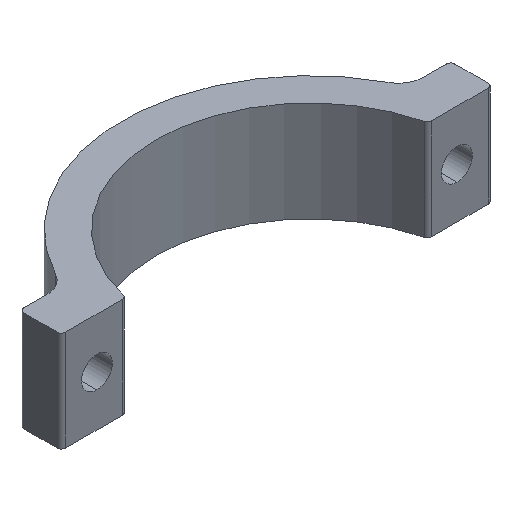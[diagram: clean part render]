
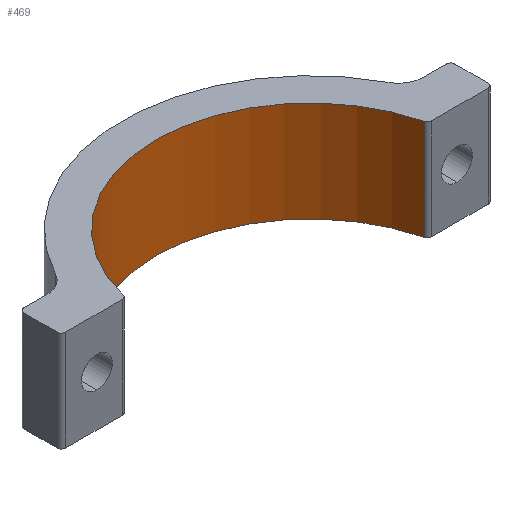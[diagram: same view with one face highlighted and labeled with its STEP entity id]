
A CAD part, isometric view. The second image highlights one B-rep face of the part: STEP entity #469.
In plain terms, the highlighted cylindrical face has radius 18.5 mm (diameter 37 mm), a partial arc.
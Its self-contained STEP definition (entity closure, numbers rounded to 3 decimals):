
#2 = LINE ( 'NONE', #939, #253 ) ;
#61 = DIRECTION ( 'NONE',  ( 0., 0., 1. ) ) ;
#160 = VECTOR ( 'NONE', #61, 1000. ) ;
#184 = DIRECTION ( 'NONE',  ( 1., 0., 0. ) ) ;
#208 = EDGE_CURVE ( 'NONE', #406, #241, #682, .T. ) ;
#235 = CARTESIAN_POINT ( 'NONE',  ( 17.974, 0.382, 6. ) ) ;
#241 = VERTEX_POINT ( 'NONE', #1123 ) ;
#253 = VECTOR ( 'NONE', #327, 1000. ) ;
#273 = CARTESIAN_POINT ( 'NONE',  ( 0., -4., 6. ) ) ;
#301 = AXIS2_PLACEMENT_3D ( 'NONE', #273, #712, #184 ) ;
#327 = DIRECTION ( 'NONE',  ( 0., 0., -1. ) ) ;
#394 = CIRCLE ( 'NONE', #1036, 18.5 ) ;
#406 = VERTEX_POINT ( 'NONE', #235 ) ;
#407 = CYLINDRICAL_SURFACE ( 'NONE', #1051, 18.5 ) ;
#411 = EDGE_CURVE ( 'NONE', #534, #406, #889, .T. ) ;
#444 = ORIENTED_EDGE ( 'NONE', *, *, #411, .T. ) ;
#469 = ADVANCED_FACE ( 'NONE', ( #1114 ), #407, .F. ) ;
#472 = EDGE_CURVE ( 'NONE', #241, #839, #2, .T. ) ;
#484 = ORIENTED_EDGE ( 'NONE', *, *, #970, .F. ) ;
#534 = VERTEX_POINT ( 'NONE', #1028 ) ;
#563 = DIRECTION ( 'NONE',  ( 1., 0., 0. ) ) ;
#572 = DIRECTION ( 'NONE',  ( 0., 0., 1. ) ) ;
#669 = ORIENTED_EDGE ( 'NONE', *, *, #472, .T. ) ;
#682 = CIRCLE ( 'NONE', #301, 18.5 ) ;
#712 = DIRECTION ( 'NONE',  ( 0., 0., 1. ) ) ;
#716 = DIRECTION ( 'NONE',  ( 1., 0., 0. ) ) ;
#742 = CARTESIAN_POINT ( 'NONE',  ( 0., -4., -6. ) ) ;
#753 = CARTESIAN_POINT ( 'NONE',  ( 0., -4., -6. ) ) ;
#801 = EDGE_LOOP ( 'NONE', ( #484, #444, #946, #669 ) ) ;
#817 = CARTESIAN_POINT ( 'NONE',  ( -17.974, 0.382, -6. ) ) ;
#839 = VERTEX_POINT ( 'NONE', #817 ) ;
#889 = LINE ( 'NONE', #927, #160 ) ;
#911 = DIRECTION ( 'NONE',  ( 0., 0., 1. ) ) ;
#927 = CARTESIAN_POINT ( 'NONE',  ( 17.974, 0.382, -6. ) ) ;
#939 = CARTESIAN_POINT ( 'NONE',  ( -17.974, 0.382, -6. ) ) ;
#946 = ORIENTED_EDGE ( 'NONE', *, *, #208, .T. ) ;
#970 = EDGE_CURVE ( 'NONE', #534, #839, #394, .T. ) ;
#1028 = CARTESIAN_POINT ( 'NONE',  ( 17.974, 0.382, -6. ) ) ;
#1036 = AXIS2_PLACEMENT_3D ( 'NONE', #742, #911, #563 ) ;
#1051 = AXIS2_PLACEMENT_3D ( 'NONE', #753, #572, #716 ) ;
#1114 = FACE_OUTER_BOUND ( 'NONE', #801, .T. ) ;
#1123 = CARTESIAN_POINT ( 'NONE',  ( -17.974, 0.382, 6. ) ) ;
